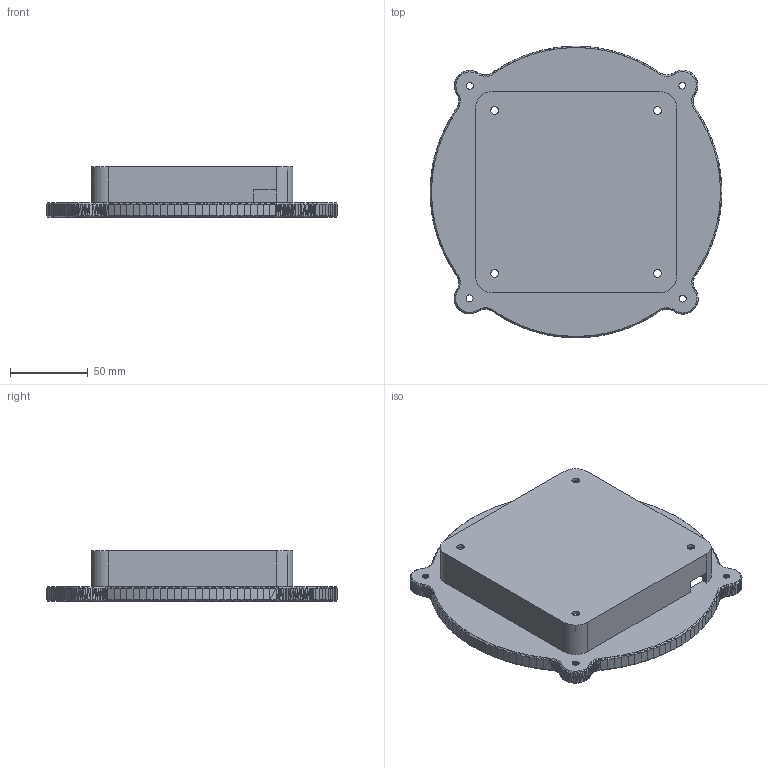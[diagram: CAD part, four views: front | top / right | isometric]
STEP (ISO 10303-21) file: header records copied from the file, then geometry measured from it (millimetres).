
FILE_DESCRIPTION(/* description */ (''),/* implementation_level */ '2;1');
FILE_NAME(/* name */ 'Laminar Cannon Back Plate 120mm.step',/* time_stamp */ '2025-08-04T11:13:54-04:00',/* author */ (''),/* organization */ (''),/* preprocessor_version */ 'ST-DEVELOPER v20.1',/* originating_system */ 'Autodesk Translation Framework v14.10.0.0',/* authorisation */ '');
FILE_SCHEMA (('AUTOMOTIVE_DESIGN { 1 0 10303 214 3 1 1 }'));
Length unit declared in the file: millimetre
Products named in the file (1): 2025-07-28-11-33-27-525
Bounding box: 187.94 x 187.94 x 32.62 mm (x, y, z)
Volume: 142402.1 mm3; surface area: 90014.8 mm2
Topology: 1 solids, 1 shells, 1662 faces, 3101 edges, 1442 vertices
Faces by surface type: plane 1654, cylinder 8
Full cylindrical faces by diameter (mm): 4.961 x4
Entity records: 37982 total; most frequent: DIRECTION 6443, CARTESIAN_POINT 6206, ORIENTED_EDGE 6202, EDGE_CURVE 3101, LINE 3085, VECTOR 3085, EDGE_LOOP 1681, AXIS2_PLACEMENT_3D 1679
